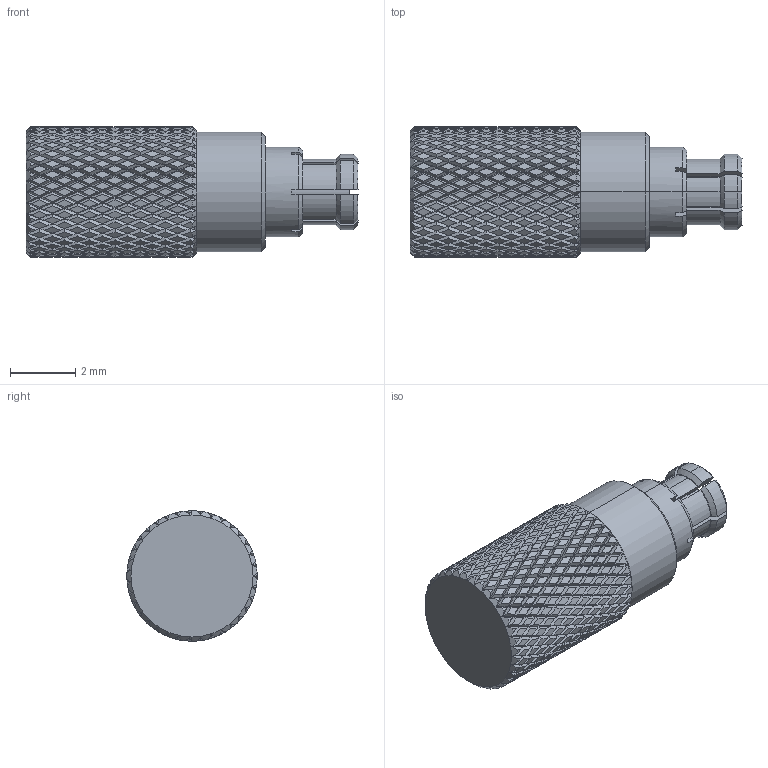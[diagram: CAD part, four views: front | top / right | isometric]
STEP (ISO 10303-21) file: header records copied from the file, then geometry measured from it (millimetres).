
FILE_DESCRIPTION (( 'STEP AP203' ), '1' );
FILE_NAME ('ST1871.step', '2019-08-12T14:32:45', ( '' ), ( '' ), 'SwSTEP 2.0', 'SolidWorks 2018', '' );
FILE_SCHEMA (( 'CONFIG_CONTROL_DESIGN' ));
Products named in the file (1): ST1871
Bounding box: 10.16 x 3.99 x 3.99 mm (x, y, z)
Volume: 92.6 mm3; surface area: 191.8 mm2
Topology: 1 solids, 1 shells, 2705 faces, 5640 edges, 2941 vertices
Faces by surface type: bspline 2106, cylinder 523, plane 42, cone 34
Entity records: 110638 total; most frequent: CARTESIAN_POINT 76729, ORIENTED_EDGE 11280, EDGE_CURVE 5640, VERTEX_POINT 2941, EDGE_LOOP 2709, ADVANCED_FACE 2705, FACE_OUTER_BOUND 2705, B_SPLINE_CURVE_WITH_KNOTS 2370
